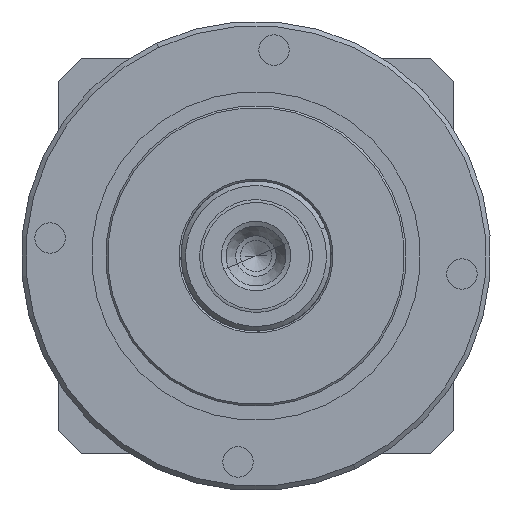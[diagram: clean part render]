
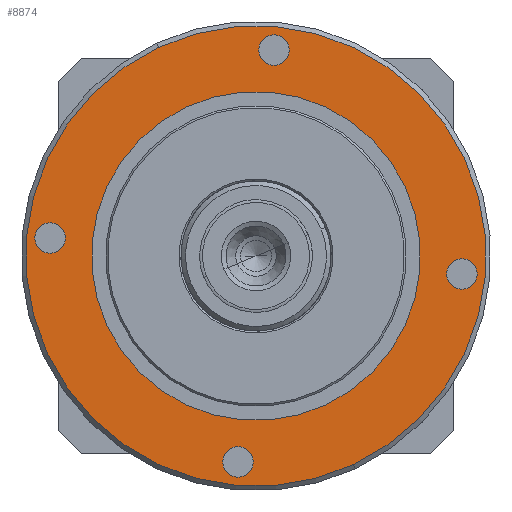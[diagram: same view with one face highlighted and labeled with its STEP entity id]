
A CAD part, left-side view. The second image highlights one B-rep face of the part: STEP entity #8874.
In plain terms, the highlighted planar face has unit normal (-1, 0, 0).
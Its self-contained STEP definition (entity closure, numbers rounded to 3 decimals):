
#29 = ORIENTED_EDGE ( 'NONE', *, *, #9549, .F. ) ;
#87 = DIRECTION ( 'NONE',  ( -1., 0., 0. ) ) ;
#126 = CARTESIAN_POINT ( 'NONE',  ( 1511.427, 1598.254, 19.053 ) ) ;
#142 = CARTESIAN_POINT ( 'NONE',  ( 1511.427, 1609.254, -17.5 ) ) ;
#171 = CIRCLE ( 'NONE', #9195, 1.625 ) ;
#187 = DIRECTION ( 'NONE',  ( 0., -1., 0. ) ) ;
#714 = FACE_BOUND ( 'NONE', #8201, .T. ) ;
#726 = ORIENTED_EDGE ( 'NONE', *, *, #8754, .T. ) ;
#734 = ORIENTED_EDGE ( 'NONE', *, *, #3265, .F. ) ;
#995 = EDGE_CURVE ( 'NONE', #6929, #6012, #7559, .T. ) ;
#1155 = ORIENTED_EDGE ( 'NONE', *, *, #1744, .F. ) ;
#1197 = VERTEX_POINT ( 'NONE', #7379 ) ;
#1208 = VERTEX_POINT ( 'NONE', #8186 ) ;
#1257 = AXIS2_PLACEMENT_3D ( 'NONE', #2782, #3722, #8700 ) ;
#1286 = DIRECTION ( 'NONE',  ( 0., 0., 1. ) ) ;
#1404 = DIRECTION ( 'NONE',  ( 0., 1., 0. ) ) ;
#1488 = VERTEX_POINT ( 'NONE', #10636 ) ;
#1527 = DIRECTION ( 'NONE',  ( 0., 0., -1. ) ) ;
#1644 = CIRCLE ( 'NONE', #1257, 1.625 ) ;
#1659 = DIRECTION ( 'NONE',  ( -1., 0., 0. ) ) ;
#1717 = EDGE_LOOP ( 'NONE', ( #1155, #3938 ) ) ;
#1744 = EDGE_CURVE ( 'NONE', #2096, #7467, #3851, .T. ) ;
#2096 = VERTEX_POINT ( 'NONE', #11054 ) ;
#2162 = AXIS2_PLACEMENT_3D ( 'NONE', #2985, #5658, #1404 ) ;
#2568 = VERTEX_POINT ( 'NONE', #9265 ) ;
#2602 = FACE_BOUND ( 'NONE', #9659, .T. ) ;
#2782 = CARTESIAN_POINT ( 'NONE',  ( 1511.427, 1628.307, 11. ) ) ;
#2961 = AXIS2_PLACEMENT_3D ( 'NONE', #3789, #4619, #1286 ) ;
#2974 = DIRECTION ( 'NONE',  ( -1., 0., 0. ) ) ;
#2985 = CARTESIAN_POINT ( 'NONE',  ( 1511.427, 1620.254, -19.053 ) ) ;
#3088 = CARTESIAN_POINT ( 'NONE',  ( 1511.427, 1628.307, 9.375 ) ) ;
#3097 = ORIENTED_EDGE ( 'NONE', *, *, #10769, .F. ) ;
#3107 = EDGE_LOOP ( 'NONE', ( #9644, #726 ) ) ;
#3265 = EDGE_CURVE ( 'NONE', #2568, #5690, #5287, .T. ) ;
#3306 = EDGE_CURVE ( 'NONE', #1197, #5283, #171, .T. ) ;
#3320 = EDGE_LOOP ( 'NONE', ( #3097, #7585 ) ) ;
#3329 = AXIS2_PLACEMENT_3D ( 'NONE', #7088, #4520, #7903 ) ;
#3359 = CIRCLE ( 'NONE', #3329, 1.625 ) ;
#3362 = EDGE_LOOP ( 'NONE', ( #8579, #29 ) ) ;
#3506 = EDGE_CURVE ( 'NONE', #5690, #2568, #4340, .T. ) ;
#3722 = DIRECTION ( 'NONE',  ( -1., 0., 0. ) ) ;
#3789 = CARTESIAN_POINT ( 'NONE',  ( 1511.427, 1609.254, 0. ) ) ;
#3851 = CIRCLE ( 'NONE', #5306, 1.625 ) ;
#3938 = ORIENTED_EDGE ( 'NONE', *, *, #6410, .F. ) ;
#4053 = CIRCLE ( 'NONE', #8592, 1.625 ) ;
#4094 = AXIS2_PLACEMENT_3D ( 'NONE', #5065, #1659, #9311 ) ;
#4145 = AXIS2_PLACEMENT_3D ( 'NONE', #5678, #8211, #1527 ) ;
#4340 = CIRCLE ( 'NONE', #2961, 17.5 ) ;
#4372 = PLANE ( 'NONE',  #9376 ) ;
#4455 = FACE_BOUND ( 'NONE', #3320, .T. ) ;
#4520 = DIRECTION ( 'NONE',  ( -1., 0., 0. ) ) ;
#4619 = DIRECTION ( 'NONE',  ( -1., 0., 0. ) ) ;
#4724 = CARTESIAN_POINT ( 'NONE',  ( 1511.427, 1609.254, 24.5 ) ) ;
#4740 = CARTESIAN_POINT ( 'NONE',  ( 1511.427, 1628.307, 11. ) ) ;
#5065 = CARTESIAN_POINT ( 'NONE',  ( 1511.427, 1609.254, 0. ) ) ;
#5283 = VERTEX_POINT ( 'NONE', #3088 ) ;
#5284 = VERTEX_POINT ( 'NONE', #7238 ) ;
#5287 = CIRCLE ( 'NONE', #4094, 17.5 ) ;
#5306 = AXIS2_PLACEMENT_3D ( 'NONE', #5335, #6247, #187 ) ;
#5312 = CARTESIAN_POINT ( 'NONE',  ( 1511.427, 1609.254, 0. ) ) ;
#5335 = CARTESIAN_POINT ( 'NONE',  ( 1511.427, 1598.254, 19.053 ) ) ;
#5658 = DIRECTION ( 'NONE',  ( -1., 0., 0. ) ) ;
#5678 = CARTESIAN_POINT ( 'NONE',  ( 1511.427, 1590.202, -11. ) ) ;
#5690 = VERTEX_POINT ( 'NONE', #142 ) ;
#6012 = VERTEX_POINT ( 'NONE', #4724 ) ;
#6020 = AXIS2_PLACEMENT_3D ( 'NONE', #126, #6118, #8586 ) ;
#6118 = DIRECTION ( 'NONE',  ( -1., 0., 0. ) ) ;
#6247 = DIRECTION ( 'NONE',  ( -1., 0., 0. ) ) ;
#6282 = CIRCLE ( 'NONE', #2162, 1.625 ) ;
#6410 = EDGE_CURVE ( 'NONE', #7467, #2096, #8699, .T. ) ;
#6536 = ORIENTED_EDGE ( 'NONE', *, *, #3306, .F. ) ;
#6759 = AXIS2_PLACEMENT_3D ( 'NONE', #5312, #10260, #7867 ) ;
#6912 = DIRECTION ( 'NONE',  ( 0., 0., 1. ) ) ;
#6929 = VERTEX_POINT ( 'NONE', #10555 ) ;
#7029 = DIRECTION ( 'NONE',  ( -1., 0., 0. ) ) ;
#7088 = CARTESIAN_POINT ( 'NONE',  ( 1511.427, 1590.202, -11. ) ) ;
#7238 = CARTESIAN_POINT ( 'NONE',  ( 1511.427, 1620.254, -20.678 ) ) ;
#7379 = CARTESIAN_POINT ( 'NONE',  ( 1511.427, 1628.307, 12.625 ) ) ;
#7467 = VERTEX_POINT ( 'NONE', #9949 ) ;
#7559 = CIRCLE ( 'NONE', #10352, 24.5 ) ;
#7585 = ORIENTED_EDGE ( 'NONE', *, *, #10286, .F. ) ;
#7816 = CARTESIAN_POINT ( 'NONE',  ( 1511.427, 1609.254, 0. ) ) ;
#7824 = EDGE_CURVE ( 'NONE', #5283, #1197, #1644, .T. ) ;
#7867 = DIRECTION ( 'NONE',  ( 0., 0., 1. ) ) ;
#7903 = DIRECTION ( 'NONE',  ( 0., 0., -1. ) ) ;
#8186 = CARTESIAN_POINT ( 'NONE',  ( 1511.427, 1590.202, -12.625 ) ) ;
#8201 = EDGE_LOOP ( 'NONE', ( #6536, #8529 ) ) ;
#8211 = DIRECTION ( 'NONE',  ( -1., 0., 0. ) ) ;
#8421 = DIRECTION ( 'NONE',  ( 0., 0., 1. ) ) ;
#8529 = ORIENTED_EDGE ( 'NONE', *, *, #7824, .F. ) ;
#8579 = ORIENTED_EDGE ( 'NONE', *, *, #10867, .F. ) ;
#8586 = DIRECTION ( 'NONE',  ( 0., -1., 0. ) ) ;
#8592 = AXIS2_PLACEMENT_3D ( 'NONE', #10652, #2974, #9651 ) ;
#8669 = DIRECTION ( 'NONE',  ( -1., 0., 0. ) ) ;
#8675 = FACE_BOUND ( 'NONE', #3362, .T. ) ;
#8699 = CIRCLE ( 'NONE', #6020, 1.625 ) ;
#8700 = DIRECTION ( 'NONE',  ( 0., 0., 1. ) ) ;
#8727 = VERTEX_POINT ( 'NONE', #10870 ) ;
#8754 = EDGE_CURVE ( 'NONE', #6012, #6929, #10039, .T. ) ;
#8874 = ADVANCED_FACE ( 'NONE', ( #8675, #4455, #10692, #714, #9228, #2602 ), #4372, .T. ) ;
#9195 = AXIS2_PLACEMENT_3D ( 'NONE', #4740, #7029, #8421 ) ;
#9228 = FACE_OUTER_BOUND ( 'NONE', #3107, .T. ) ;
#9265 = CARTESIAN_POINT ( 'NONE',  ( 1511.427, 1609.254, 17.5 ) ) ;
#9311 = DIRECTION ( 'NONE',  ( 0., 0., 1. ) ) ;
#9376 = AXIS2_PLACEMENT_3D ( 'NONE', #10300, #87, #6912 ) ;
#9540 = DIRECTION ( 'NONE',  ( 0., 0., 1. ) ) ;
#9549 = EDGE_CURVE ( 'NONE', #5284, #8727, #4053, .T. ) ;
#9644 = ORIENTED_EDGE ( 'NONE', *, *, #995, .T. ) ;
#9651 = DIRECTION ( 'NONE',  ( 0., 1., 0. ) ) ;
#9659 = EDGE_LOOP ( 'NONE', ( #734, #9773 ) ) ;
#9773 = ORIENTED_EDGE ( 'NONE', *, *, #3506, .F. ) ;
#9949 = CARTESIAN_POINT ( 'NONE',  ( 1511.427, 1598.254, 17.428 ) ) ;
#10039 = CIRCLE ( 'NONE', #6759, 24.5 ) ;
#10135 = CIRCLE ( 'NONE', #4145, 1.625 ) ;
#10260 = DIRECTION ( 'NONE',  ( -1., 0., 0. ) ) ;
#10286 = EDGE_CURVE ( 'NONE', #1208, #1488, #10135, .T. ) ;
#10300 = CARTESIAN_POINT ( 'NONE',  ( 1511.427, 1591.754, 0. ) ) ;
#10352 = AXIS2_PLACEMENT_3D ( 'NONE', #7816, #8669, #9540 ) ;
#10555 = CARTESIAN_POINT ( 'NONE',  ( 1511.427, 1609.254, -24.5 ) ) ;
#10636 = CARTESIAN_POINT ( 'NONE',  ( 1511.427, 1590.202, -9.375 ) ) ;
#10652 = CARTESIAN_POINT ( 'NONE',  ( 1511.427, 1620.254, -19.053 ) ) ;
#10692 = FACE_BOUND ( 'NONE', #1717, .T. ) ;
#10769 = EDGE_CURVE ( 'NONE', #1488, #1208, #3359, .T. ) ;
#10867 = EDGE_CURVE ( 'NONE', #8727, #5284, #6282, .T. ) ;
#10870 = CARTESIAN_POINT ( 'NONE',  ( 1511.427, 1620.254, -17.428 ) ) ;
#11054 = CARTESIAN_POINT ( 'NONE',  ( 1511.427, 1598.254, 20.678 ) ) ;
